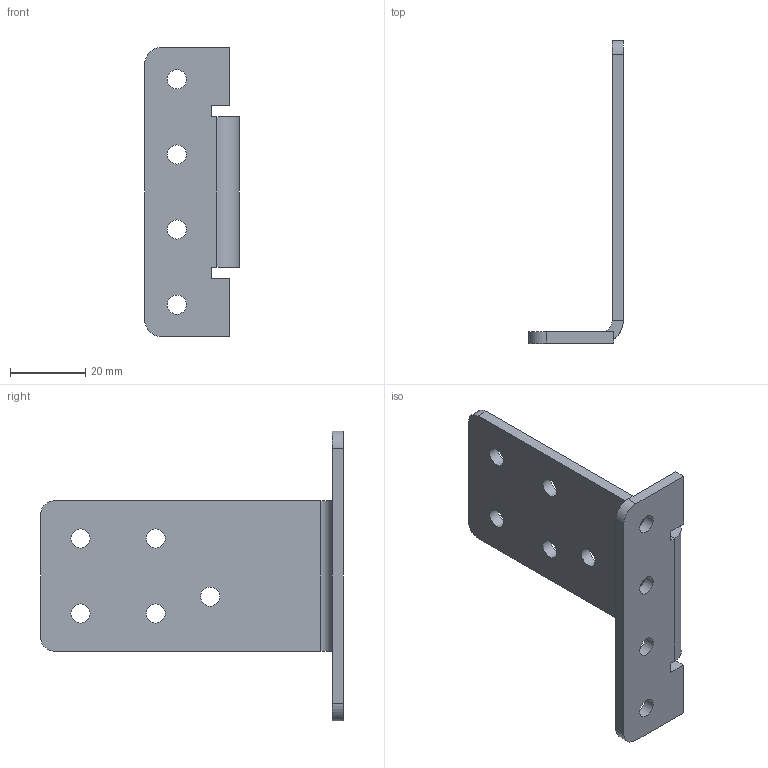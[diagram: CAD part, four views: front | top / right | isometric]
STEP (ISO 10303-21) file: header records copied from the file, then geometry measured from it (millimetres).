
FILE_DESCRIPTION(/* description */ (''),/* implementation_level */ '2;1');
FILE_NAME(/* name */ 'long_bracket_folded.stp',/* time_stamp */ '2020-10-27T00:50:02+10:00',/* author */ ('s4393944'),/* organization */ (''),/* preprocessor_version */ 'ST-DEVELOPER v18',/* originating_system */ 'Autodesk Inventor 2020',/* authorisation */ '');
FILE_SCHEMA (('AUTOMOTIVE_DESIGN { 1 0 10303 214 3 1 1 }'));
Length unit declared in the file: millimetre
Products named in the file (1): long_bracket_folded
Bounding box: 25.19 x 80.61 x 77.15 mm (x, y, z)
Volume: 13935.1 mm3; surface area: 10828 mm2
Topology: 1 solids, 1 shells, 35 faces, 100 edges, 67 vertices
Faces by surface type: plane 20, cylinder 15
Full cylindrical faces by diameter (mm): 5.1 x9
Entity records: 1238 total; most frequent: DIRECTION 211, CARTESIAN_POINT 203, ORIENTED_EDGE 200, EDGE_CURVE 100, AXIS2_PLACEMENT_3D 75, VERTEX_POINT 67, LINE 61, VECTOR 61
